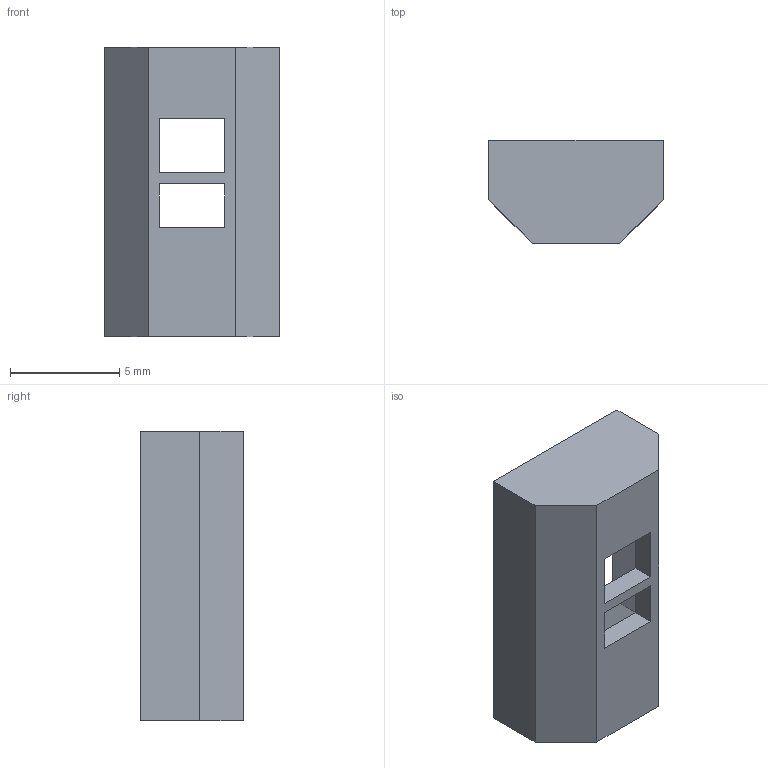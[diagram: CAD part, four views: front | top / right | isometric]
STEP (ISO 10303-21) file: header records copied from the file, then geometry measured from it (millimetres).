
FILE_DESCRIPTION(/* description */ (''),/* implementation_level */ '2;1');
FILE_NAME(/* name */ 'APDS 9960 slot Inkplate 4 TEMPERA v1.0.3_.step',/* time_stamp */ '2023-11-15T12:58:49+01:00',/* author */ (''),/* organization */ (''),/* preprocessor_version */ 'ST-DEVELOPER v20',/* originating_system */ 'Autodesk Translation Framework v12.14.0.127',/* authorisation */ '');
FILE_SCHEMA (('AUTOMOTIVE_DESIGN { 1 0 10303 214 3 1 1 }'));
Length unit declared in the file: millimetre
Products named in the file (1): APDS 9960 Inkplate Tempera slot
Bounding box: 8 x 4.7 x 13.25 mm (x, y, z)
Volume: 287.2 mm3; surface area: 418.9 mm2
Topology: 1 solids, 1 shells, 21 faces, 52 edges, 32 vertices
Faces by surface type: plane 21
Entity records: 650 total; most frequent: CARTESIAN_POINT 106, ORIENTED_EDGE 104, DIRECTION 96, LINE 52, VECTOR 52, EDGE_CURVE 52, VERTEX_POINT 32, EDGE_LOOP 24
